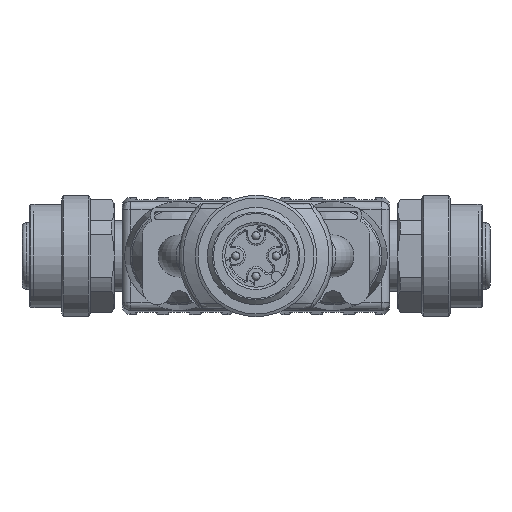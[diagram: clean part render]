
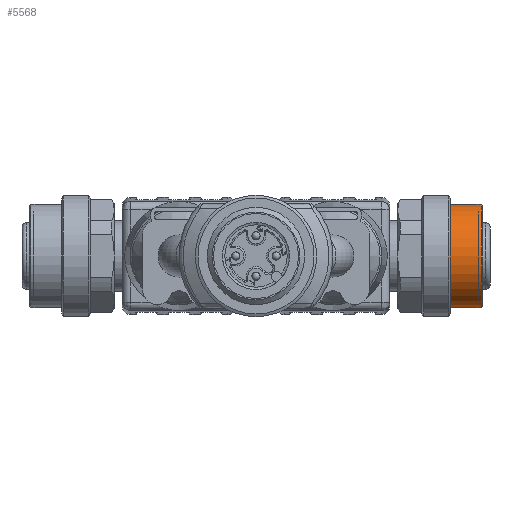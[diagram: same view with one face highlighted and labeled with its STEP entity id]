
A CAD part, front view. The second image highlights one B-rep face of the part: STEP entity #5568.
In plain terms, the highlighted cylindrical face has radius 6.4 mm (diameter 12.8 mm), a full revolution.
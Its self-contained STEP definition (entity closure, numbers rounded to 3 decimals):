
#5568=ADVANCED_FACE('',(#6539,#6540),#6265,.T.);
#6265=CYLINDRICAL_SURFACE('',#19661,6.4);
#6539=FACE_BOUND('',#7416,.T.);
#6540=FACE_BOUND('',#7417,.T.);
#7416=EDGE_LOOP('',(#11102));
#7417=EDGE_LOOP('',(#11103));
#11102=ORIENTED_EDGE('',*,*,#16453,.T.);
#11103=ORIENTED_EDGE('',*,*,#16454,.T.);
#14186=VERTEX_POINT('',#32674);
#14187=VERTEX_POINT('',#32676);
#16453=EDGE_CURVE('',#14186,#14186,#18137,.T.);
#16454=EDGE_CURVE('',#14187,#14187,#18138,.T.);
#18137=CIRCLE('',#19659,6.4);
#18138=CIRCLE('',#19660,6.4);
#19659=AXIS2_PLACEMENT_3D('',#32673,#23572,#23573);
#19660=AXIS2_PLACEMENT_3D('',#32675,#23574,#23575);
#19661=AXIS2_PLACEMENT_3D('',#32677,#23576,#23577);
#23572=DIRECTION('',(-1.,0.,0.));
#23573=DIRECTION('',(0.,-0.866,0.5));
#23574=DIRECTION('',(1.,0.,0.));
#23575=DIRECTION('',(0.,0.5,0.866));
#23576=DIRECTION('',(1.,0.,0.));
#23577=DIRECTION('',(0.,-0.5,-0.866));
#32673=CARTESIAN_POINT('',(95.486,62.256,0.));
#32674=CARTESIAN_POINT('',(95.486,56.714,3.2));
#32675=CARTESIAN_POINT('',(91.686,62.256,0.));
#32676=CARTESIAN_POINT('',(91.686,65.456,5.543));
#32677=CARTESIAN_POINT('',(95.686,62.256,0.));
